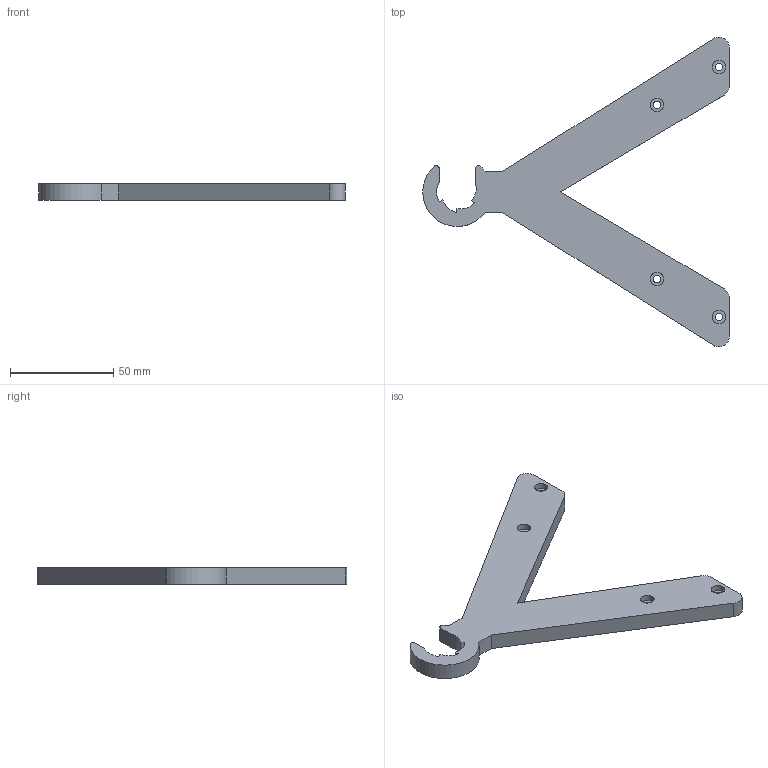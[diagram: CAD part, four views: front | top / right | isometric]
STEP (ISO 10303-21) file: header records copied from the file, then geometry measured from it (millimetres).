
FILE_DESCRIPTION (( 'STEP AP203' ), '1' );
FILE_NAME ('spool holder bracket - rear (default).STEP', '2019-01-01T18:00:09', ( '' ), ( '' ), 'SwSTEP 2.0', 'SolidWorks 2018', '' );
FILE_SCHEMA (( 'CONFIG_CONTROL_DESIGN' ));
Length unit declared in the file: millimetre
Products named in the file (1): spool holder bracket - rear (default)
Bounding box: 148.31 x 149.77 x 8 mm (x, y, z)
Volume: 50145.2 mm3; surface area: 18156.6 mm2
Topology: 1 solids, 1 shells, 51 faces, 135 edges, 90 vertices
Faces by surface type: cylinder 29, plane 22
Entity records: 1700 total; most frequent: DIRECTION 297, CARTESIAN_POINT 277, ORIENTED_EDGE 270, EDGE_CURVE 135, AXIS2_PLACEMENT_3D 110, VERTEX_POINT 90, LINE 77, VECTOR 77
